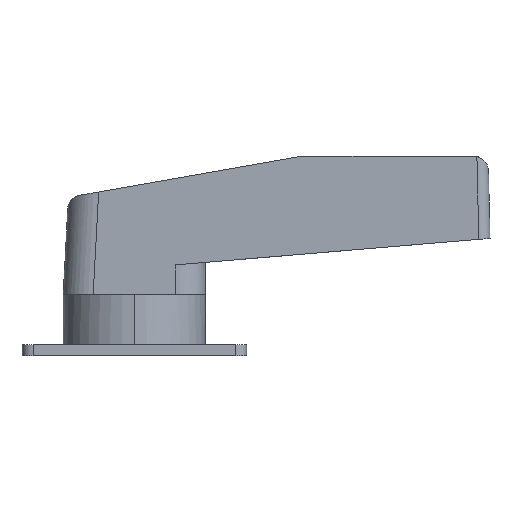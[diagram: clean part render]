
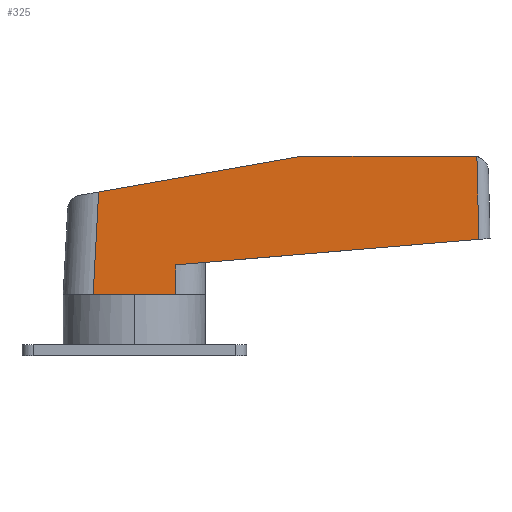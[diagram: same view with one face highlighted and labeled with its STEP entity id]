
A CAD part, left-side view. The second image highlights one B-rep face of the part: STEP entity #325.
In plain terms, the highlighted planar face has unit normal (-1, 0, 0).
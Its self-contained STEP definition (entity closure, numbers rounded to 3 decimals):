
#199=CARTESIAN_POINT('',(26.,-92.005,31.148));
#200=VERTEX_POINT('',#199);
#245=CARTESIAN_POINT('',(26.,-91.503,53.219));
#246=VERTEX_POINT('',#245);
#254=CARTESIAN_POINT('',(26.,-91.503,53.219));
#255=DIRECTION('',(0.0,-0.023,-1.));
#256=VECTOR('',#255,22.076);
#257=LINE('',#254,#256);
#258=EDGE_CURVE('',#246,#200,#257,.T.);
#263=CARTESIAN_POINT('',(26.,-36.615,36.273));
#264=DIRECTION('',(1.0,0.0,0.0));
#265=DIRECTION('',(0.0,0.0,-1.0));
#266=AXIS2_PLACEMENT_3D('',#263,#264,#265);
#267=PLANE('',#266);
#268=ORIENTED_EDGE('',*,*,#258,.F.);
#269=CARTESIAN_POINT('',(26.,-90.59,53.4));
#270=VERTEX_POINT('',#269);
#271=CARTESIAN_POINT('',(26.,-90.59,53.4));
#272=DIRECTION('',(0.0,-0.981,-0.195));
#273=VECTOR('',#272,0.931);
#274=LINE('',#271,#273);
#275=EDGE_CURVE('',#270,#246,#274,.T.);
#276=ORIENTED_EDGE('',*,*,#275,.F.);
#277=CARTESIAN_POINT('',(26.,-45.,53.4));
#278=VERTEX_POINT('',#277);
#279=CARTESIAN_POINT('',(26.,-45.,53.4));
#280=DIRECTION('',(0.0,-1.0,0.0));
#281=VECTOR('',#280,45.59);
#282=LINE('',#279,#281);
#283=EDGE_CURVE('',#278,#270,#282,.T.);
#284=ORIENTED_EDGE('',*,*,#283,.F.);
#285=CARTESIAN_POINT('',(26.0,9.537,43.784));
#286=VERTEX_POINT('',#285);
#287=CARTESIAN_POINT('',(26.,9.537,43.784));
#288=DIRECTION('',(0.,-0.985,0.174));
#289=VECTOR('',#288,55.379);
#290=LINE('',#287,#289);
#291=EDGE_CURVE('',#286,#278,#290,.T.);
#292=ORIENTED_EDGE('',*,*,#291,.F.);
#293=CARTESIAN_POINT('',(26.,10.989,16.4));
#294=VERTEX_POINT('',#293);
#295=CARTESIAN_POINT('',(26.,10.989,16.4));
#296=DIRECTION('',(0.,-0.053,0.999));
#297=VECTOR('',#296,27.422);
#298=LINE('',#295,#297);
#299=EDGE_CURVE('',#294,#286,#298,.T.);
#300=ORIENTED_EDGE('',*,*,#299,.F.);
#301=CARTESIAN_POINT('',(26.,-11.0,16.4));
#302=VERTEX_POINT('',#301);
#303=CARTESIAN_POINT('',(26.,-11.0,16.4));
#304=DIRECTION('',(0.0,1.0,0.0));
#305=VECTOR('',#304,21.989);
#306=LINE('',#303,#305);
#307=EDGE_CURVE('',#302,#294,#306,.T.);
#308=ORIENTED_EDGE('',*,*,#307,.F.);
#309=CARTESIAN_POINT('',(26.,-11.,24.322));
#310=VERTEX_POINT('',#309);
#311=CARTESIAN_POINT('',(26.,-11.,24.322));
#312=DIRECTION('',(0.0,0.0,-1.0));
#313=VECTOR('',#312,7.922);
#314=LINE('',#311,#313);
#315=EDGE_CURVE('',#310,#302,#314,.T.);
#316=ORIENTED_EDGE('',*,*,#315,.F.);
#317=CARTESIAN_POINT('',(26.,-92.005,31.148));
#318=DIRECTION('',(0.,0.996,-0.084));
#319=VECTOR('',#318,81.292);
#320=LINE('',#317,#319);
#321=EDGE_CURVE('',#200,#310,#320,.T.);
#322=ORIENTED_EDGE('',*,*,#321,.F.);
#323=EDGE_LOOP('',(#268,#276,#284,#292,#300,#308,#316,#322));
#324=FACE_OUTER_BOUND('',#323,.T.);
#325=ADVANCED_FACE('',(#324),#267,.F.);
